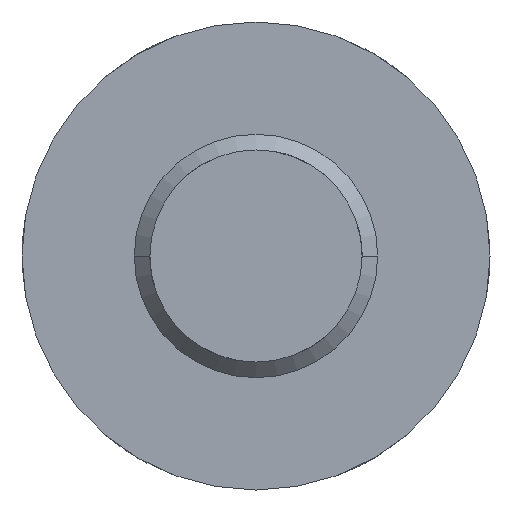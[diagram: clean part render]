
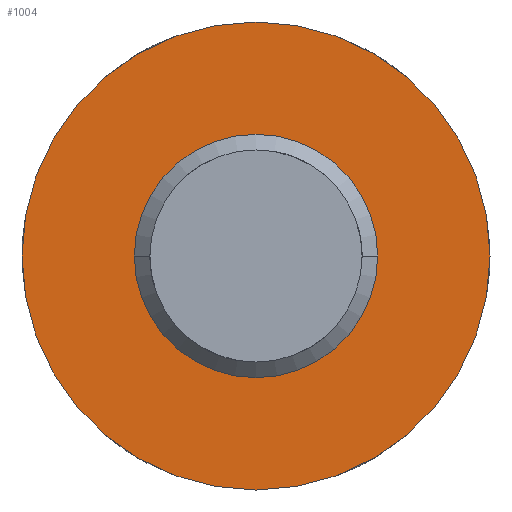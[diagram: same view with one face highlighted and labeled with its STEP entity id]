
A CAD part, front view. The second image highlights one B-rep face of the part: STEP entity #1004.
In plain terms, the highlighted face is planar.
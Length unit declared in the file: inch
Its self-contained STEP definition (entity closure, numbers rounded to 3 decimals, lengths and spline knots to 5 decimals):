
#4 = CIRCLE ( 'NONE', #2553, 0.46875 ) ;
#68 = ORIENTED_EDGE ( 'NONE', *, *, #1279, .F. ) ;
#169 = CARTESIAN_POINT ( 'NONE',  ( 0., 0., 0.1875 ) ) ;
#203 = DIRECTION ( 'NONE',  ( -1., 0., 0. ) ) ;
#407 = DIRECTION ( 'NONE',  ( 0., 0., -1. ) ) ;
#415 = DIRECTION ( 'NONE',  ( 0., 0., -1. ) ) ;
#422 = DIRECTION ( 'NONE',  ( 0., 0., -1. ) ) ;
#455 = DIRECTION ( 'NONE',  ( -1., 0., 0. ) ) ;
#599 = CARTESIAN_POINT ( 'NONE',  ( -0.46875, 0., 0.1875 ) ) ;
#637 = DIRECTION ( 'NONE',  ( -1., 0., 0. ) ) ;
#650 = CARTESIAN_POINT ( 'NONE',  ( 0., 0., 0.1875 ) ) ;
#870 = VERTEX_POINT ( 'NONE', #599 ) ;
#1004 = ADVANCED_FACE ( 'NONE', ( #3216, #1802 ), #3528, .T. ) ;
#1201 = AXIS2_PLACEMENT_3D ( 'NONE', #169, #415, #455 ) ;
#1215 = CARTESIAN_POINT ( 'NONE',  ( -0.24375, 0., 0.1875 ) ) ;
#1279 = EDGE_CURVE ( 'NONE', #2011, #3585, #2494, .T. ) ;
#1306 = CARTESIAN_POINT ( 'NONE',  ( 0.24375, 0., 0.1875 ) ) ;
#1311 = CARTESIAN_POINT ( 'NONE',  ( 0., 0., 0.1875 ) ) ;
#1322 = AXIS2_PLACEMENT_3D ( 'NONE', #1215, #407, #637 ) ;
#1349 = ORIENTED_EDGE ( 'NONE', *, *, #3451, .T. ) ;
#1374 = VERTEX_POINT ( 'NONE', #2823 ) ;
#1440 = AXIS2_PLACEMENT_3D ( 'NONE', #1732, #1693, #3413 ) ;
#1573 = EDGE_LOOP ( 'NONE', ( #2802, #68 ) ) ;
#1693 = DIRECTION ( 'NONE',  ( 0., 0., -1. ) ) ;
#1701 = ORIENTED_EDGE ( 'NONE', *, *, #1973, .T. ) ;
#1732 = CARTESIAN_POINT ( 'NONE',  ( 0., 0., 0.1875 ) ) ;
#1802 = FACE_BOUND ( 'NONE', #1573, .T. ) ;
#1839 = CARTESIAN_POINT ( 'NONE',  ( -0.24375, 0., 0.1875 ) ) ;
#1973 = EDGE_CURVE ( 'NONE', #1374, #870, #2496, .T. ) ;
#2011 = VERTEX_POINT ( 'NONE', #1839 ) ;
#2034 = EDGE_LOOP ( 'NONE', ( #1349, #1701 ) ) ;
#2494 = CIRCLE ( 'NONE', #1201, 0.24375 ) ;
#2496 = CIRCLE ( 'NONE', #1440, 0.46875 ) ;
#2553 = AXIS2_PLACEMENT_3D ( 'NONE', #650, #422, #2635 ) ;
#2635 = DIRECTION ( 'NONE',  ( -1., 0., 0. ) ) ;
#2738 = DIRECTION ( 'NONE',  ( 0., 0., -1. ) ) ;
#2802 = ORIENTED_EDGE ( 'NONE', *, *, #3223, .F. ) ;
#2823 = CARTESIAN_POINT ( 'NONE',  ( 0.46875, 0., 0.1875 ) ) ;
#3216 = FACE_OUTER_BOUND ( 'NONE', #2034, .T. ) ;
#3223 = EDGE_CURVE ( 'NONE', #3585, #2011, #3628, .T. ) ;
#3337 = AXIS2_PLACEMENT_3D ( 'NONE', #1311, #2738, #203 ) ;
#3413 = DIRECTION ( 'NONE',  ( -1., 0., 0. ) ) ;
#3451 = EDGE_CURVE ( 'NONE', #870, #1374, #4, .T. ) ;
#3528 = PLANE ( 'NONE',  #1322 ) ;
#3585 = VERTEX_POINT ( 'NONE', #1306 ) ;
#3628 = CIRCLE ( 'NONE', #3337, 0.24375 ) ;
